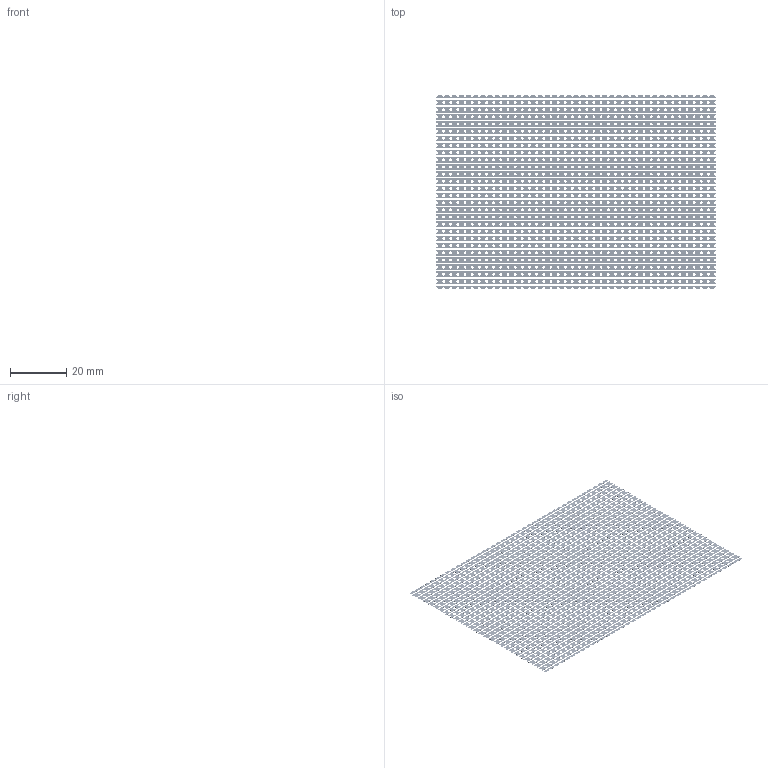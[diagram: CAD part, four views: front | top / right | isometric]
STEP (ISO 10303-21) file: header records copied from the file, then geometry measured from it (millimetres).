
FILE_DESCRIPTION(('FreeCAD Model'),'2;1');
FILE_NAME('part_cu_38_26.step','2019-06-28T01:03:47',('Author'),(''), 'Open CASCADE STEP processor 7.3','FreeCAD','Unknown');
FILE_SCHEMA(('AUTOMOTIVE_DESIGN { 1 0 10303 214 1 1 1 1 }'));
Length unit declared in the file: millimetre
Products named in the file (1): Compound
Bounding box: 99.06 x 68.58 x 0.04 mm (x, y, z)
Volume: 157.1 mm3; surface area: 9288.9 mm2
Topology: 28 solids, 28 shells, 1442 faces, 4158 edges, 2772 vertices
Faces by surface type: cylinder 1146, plane 296
Full cylindrical faces by diameter (mm): 1.02 x988
Entity records: 62598 total; most frequent: DIRECTION 9336, CARTESIAN_POINT 8373, ORIENTED_EDGE 8316, EDGE_CURVE 4158, AXIS2_PLACEMENT_3D 3735, FACE_BOUND 3418, EDGE_LOOP 3418, VERTEX_POINT 2772
